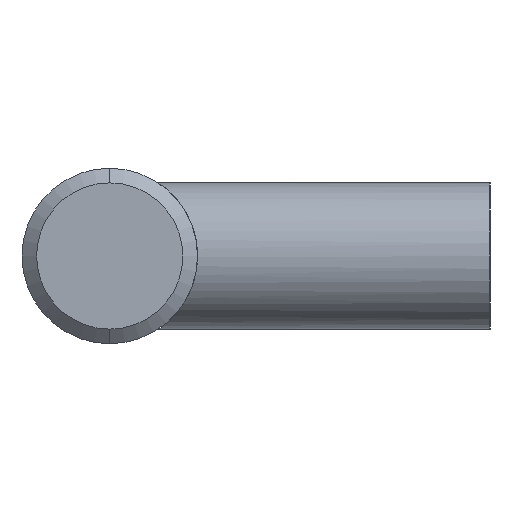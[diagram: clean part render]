
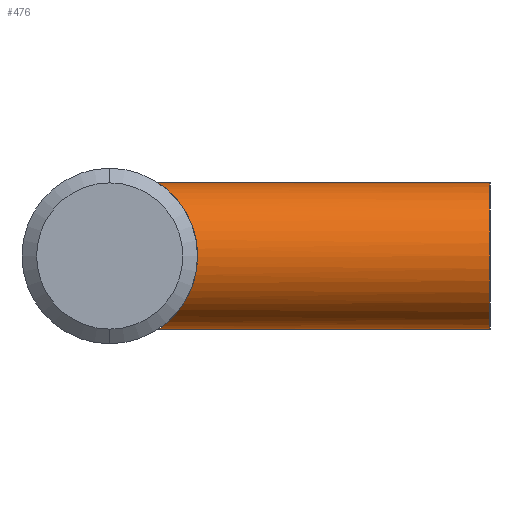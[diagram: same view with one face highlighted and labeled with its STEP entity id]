
A CAD part, left-side view. The second image highlights one B-rep face of the part: STEP entity #476.
In plain terms, the highlighted cylindrical face has radius 5 mm (diameter 10 mm), a partial arc.
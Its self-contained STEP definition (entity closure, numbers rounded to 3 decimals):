
#31 = AXIS2_PLACEMENT_3D ( 'NONE', #502, #308, #204 ) ;
#43 = CARTESIAN_POINT ( 'NONE',  ( -1.816, -3.779, -4.661 ) ) ;
#49 = CARTESIAN_POINT ( 'NONE',  ( -3.924, -5.136, -3.116 ) ) ;
#52 = CARTESIAN_POINT ( 'NONE',  ( 0., -3.317, -5. ) ) ;
#60 = VERTEX_POINT ( 'NONE', #284 ) ;
#65 = VERTEX_POINT ( 'NONE', #330 ) ;
#72 = AXIS2_PLACEMENT_3D ( 'NONE', #472, #77, #336 ) ;
#77 = DIRECTION ( 'NONE',  ( 0., 1., 0. ) ) ;
#85 = CARTESIAN_POINT ( 'NONE',  ( -1.195, -3.522, -4.858 ) ) ;
#89 = CARTESIAN_POINT ( 'NONE',  ( -4.713, -5.762, 1.703 ) ) ;
#94 = CARTESIAN_POINT ( 'NONE',  ( -2.525, -4.164, 4.327 ) ) ;
#95 = CARTESIAN_POINT ( 'NONE',  ( -0.865, -3.424, -4.927 ) ) ;
#98 = CYLINDRICAL_SURFACE ( 'NONE', #31, 5. ) ;
#116 = DIRECTION ( 'NONE',  ( 0., 1., 0. ) ) ;
#127 = EDGE_CURVE ( 'NONE', #65, #509, #622, .T. ) ;
#133 = CARTESIAN_POINT ( 'NONE',  ( -1.356, -3.58, -4.815 ) ) ;
#141 = CARTESIAN_POINT ( 'NONE',  ( -2.252, -4.001, -4.475 ) ) ;
#176 = CARTESIAN_POINT ( 'NONE',  ( -3.921, -5.134, 3.119 ) ) ;
#187 = CARTESIAN_POINT ( 'NONE',  ( -0.697, -3.385, -4.954 ) ) ;
#191 = CARTESIAN_POINT ( 'NONE',  ( -4.991, -5.993, -0.342 ) ) ;
#197 = CARTESIAN_POINT ( 'NONE',  ( -3.035, -4.491, 3.986 ) ) ;
#204 = DIRECTION ( 'NONE',  ( 0., 0., 1. ) ) ;
#218 = ORIENTED_EDGE ( 'NONE', *, *, #280, .T. ) ;
#227 = DIRECTION ( 'NONE',  ( 0., 1., 0. ) ) ;
#235 = CARTESIAN_POINT ( 'NONE',  ( -3.272, -4.656, 3.794 ) ) ;
#243 = CARTESIAN_POINT ( 'NONE',  ( -4.444, -5.545, 2.316 ) ) ;
#247 = CARTESIAN_POINT ( 'NONE',  ( 0., -3.317, -5. ) ) ;
#251 = CARTESIAN_POINT ( 'NONE',  ( -4.954, -5.961, 0.702 ) ) ;
#253 = CARTESIAN_POINT ( 'NONE',  ( -3.277, -4.66, -3.789 ) ) ;
#280 = EDGE_CURVE ( 'NONE', #60, #509, #567, .T. ) ;
#284 = CARTESIAN_POINT ( 'NONE',  ( 0., -3.317, 5. ) ) ;
#300 = CARTESIAN_POINT ( 'NONE',  ( -0.353, -3.331, -4.991 ) ) ;
#308 = DIRECTION ( 'NONE',  ( 0., 1., 0. ) ) ;
#330 = CARTESIAN_POINT ( 'NONE',  ( 0., -26., -5. ) ) ;
#336 = DIRECTION ( 'NONE',  ( 0., 0., 1. ) ) ;
#348 = CARTESIAN_POINT ( 'NONE',  ( -4.717, -5.766, -1.692 ) ) ;
#349 = CARTESIAN_POINT ( 'NONE',  ( -0.696, -3.374, 4.963 ) ) ;
#356 = FACE_OUTER_BOUND ( 'NONE', #359, .T. ) ;
#359 = EDGE_LOOP ( 'NONE', ( #461, #408, #562, #218 ) ) ;
#381 = CARTESIAN_POINT ( 'NONE',  ( 0., -26., 5. ) ) ;
#390 = CARTESIAN_POINT ( 'NONE',  ( -4.818, -5.849, 1.38 ) ) ;
#395 = CARTESIAN_POINT ( 'NONE',  ( 0., -3.317, 5. ) ) ;
#397 = CARTESIAN_POINT ( 'NONE',  ( -4.449, -5.548, -2.307 ) ) ;
#400 = VECTOR ( 'NONE', #116, 1000. ) ;
#408 = ORIENTED_EDGE ( 'NONE', *, *, #550, .T. ) ;
#434 = CARTESIAN_POINT ( 'NONE',  ( -3.04, -4.494, -3.982 ) ) ;
#439 = CARTESIAN_POINT ( 'NONE',  ( -4.928, -5.94, -0.863 ) ) ;
#446 = CARTESIAN_POINT ( 'NONE',  ( -4.955, -5.963, -0.689 ) ) ;
#461 = ORIENTED_EDGE ( 'NONE', *, *, #127, .F. ) ;
#472 = CARTESIAN_POINT ( 'NONE',  ( 0., -26., 0. ) ) ;
#476 = ADVANCED_FACE ( 'NONE', ( #356 ), #98, .T. ) ;
#488 = CARTESIAN_POINT ( 'NONE',  ( -1.667, -3.709, -4.717 ) ) ;
#490 = VECTOR ( 'NONE', #227, 1000. ) ;
#495 = CARTESIAN_POINT ( 'NONE',  ( -1.667, -3.704, 4.724 ) ) ;
#496 = CARTESIAN_POINT ( 'NONE',  ( -4.991, -5.992, 0.354 ) ) ;
#502 = CARTESIAN_POINT ( 'NONE',  ( 0., -26., 0. ) ) ;
#509 = VERTEX_POINT ( 'NONE', #52 ) ;
#527 = CARTESIAN_POINT ( 'NONE',  ( -1.36, -3.571, 4.823 ) ) ;
#529 = CARTESIAN_POINT ( 'NONE',  ( -4.289, -5.42, -2.59 ) ) ;
#530 = CARTESIAN_POINT ( 'NONE',  ( 0., -26., 5. ) ) ;
#539 = CARTESIAN_POINT ( 'NONE',  ( -2.527, -4.165, -4.325 ) ) ;
#541 = CARTESIAN_POINT ( 'NONE',  ( -2.249, -3.999, 4.477 ) ) ;
#542 = EDGE_CURVE ( 'NONE', #597, #60, #623, .T. ) ;
#543 = CARTESIAN_POINT ( 'NONE',  ( -5.009, -6.008, 0.006 ) ) ;
#550 = EDGE_CURVE ( 'NONE', #65, #597, #600, .T. ) ;
#562 = ORIENTED_EDGE ( 'NONE', *, *, #542, .T. ) ;
#563 = CARTESIAN_POINT ( 'NONE',  ( 0., -26., -5. ) ) ;
#567 = B_SPLINE_CURVE_WITH_KNOTS ( 'NONE', 3,
 ( #395, #588, #349, #527, #495, #541, #94, #197, #235, #624, #176, #575, #243, #89, #390, #637, #251, #496, #543, #191, #446, #439, #633, #348, #397, #529, #49, #579, #253, #434, #539, #141, #43, #488, #133, #85, #95, #187, #300, #587, #247 ),
 .UNSPECIFIED., .F., .F.,
 ( 4, 2, 2, 2, 2, 2, 2, 2, 2, 1, 2, 2, 2, 2, 2, 2, 2, 2, 2, 2, 4 ),
 ( 0., 0.001, 0.002, 0.003, 0.004, 0.005, 0.006, 0.007, 0.008, 0.008, 0.009, 0.009, 0.01, 0.011, 0.013, 0.014, 0.015, 0.015, 0.016, 0.016, 0.017 ),
 .UNSPECIFIED. ) ;
#575 = CARTESIAN_POINT ( 'NONE',  ( -4.284, -5.417, 2.597 ) ) ;
#579 = CARTESIAN_POINT ( 'NONE',  ( -3.718, -4.98, -3.357 ) ) ;
#587 = CARTESIAN_POINT ( 'NONE',  ( -0.175, -3.317, -5. ) ) ;
#588 = CARTESIAN_POINT ( 'NONE',  ( -0.354, -3.317, 5. ) ) ;
#597 = VERTEX_POINT ( 'NONE', #530 ) ;
#600 = CIRCLE ( 'NONE', #72, 5. ) ;
#622 = LINE ( 'NONE', #563, #400 ) ;
#623 = LINE ( 'NONE', #381, #490 ) ;
#624 = CARTESIAN_POINT ( 'NONE',  ( -3.714, -4.977, 3.362 ) ) ;
#633 = CARTESIAN_POINT ( 'NONE',  ( -4.821, -5.852, -1.369 ) ) ;
#637 = CARTESIAN_POINT ( 'NONE',  ( -4.926, -5.938, 0.875 ) ) ;
